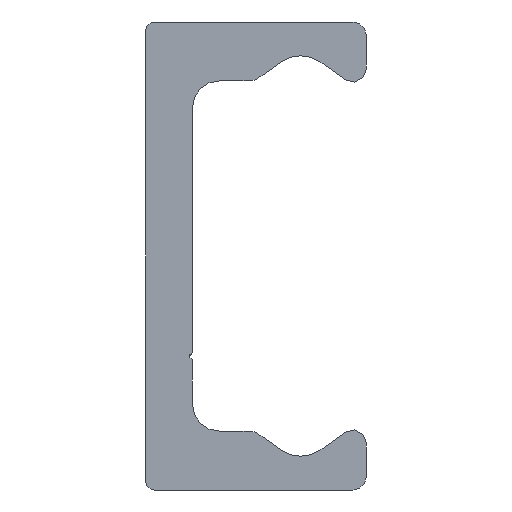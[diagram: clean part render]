
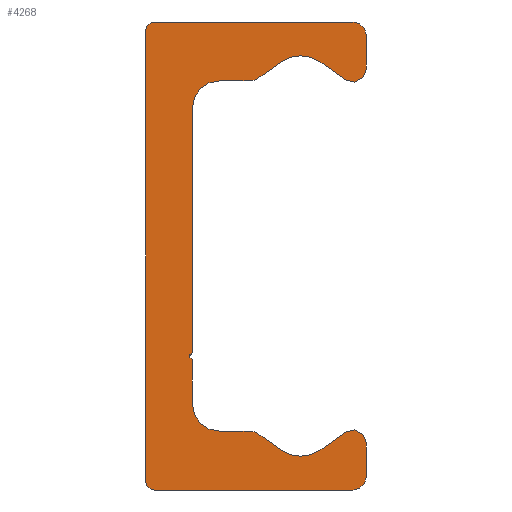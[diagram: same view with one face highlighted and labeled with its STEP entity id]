
A CAD part, left-side view. The second image highlights one B-rep face of the part: STEP entity #4268.
In plain terms, the highlighted planar face has unit normal (-1, 0, 0).
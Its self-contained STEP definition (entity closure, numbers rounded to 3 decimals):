
#3190=CARTESIAN_POINT('',(0.0,4.75,-7.25));
#3191=VERTEX_POINT('',#3190);
#3198=CARTESIAN_POINT('',(0.0,4.75,-7.75));
#3199=VERTEX_POINT('',#3198);
#3200=CARTESIAN_POINT('',(0.0,4.75,-7.5));
#3201=DIRECTION('',(-1.0,0.0,0.0));
#3202=DIRECTION('',(0.0,0.0,1.0));
#3203=AXIS2_PLACEMENT_3D('',#3200,#3201,#3202);
#3204=CIRCLE('',#3203,0.25);
#3205=EDGE_CURVE('',#3191,#3199,#3204,.T.);
#3315=CARTESIAN_POINT('',(0.0,4.75,11.1));
#3316=VERTEX_POINT('',#3315);
#3323=CARTESIAN_POINT('',(0.0,4.75,11.1));
#3324=DIRECTION('',(0.0,0.0,-1.0));
#3325=VECTOR('',#3324,18.35);
#3326=LINE('',#3323,#3325);
#3327=EDGE_CURVE('',#3316,#3191,#3326,.T.);
#3405=CARTESIAN_POINT('',(0.0,7.6,-17.5));
#3406=VERTEX_POINT('',#3405);
#3413=CARTESIAN_POINT('',(0.0,8.25,-16.85));
#3414=VERTEX_POINT('',#3413);
#3415=CARTESIAN_POINT('',(0.0,7.6,-16.85));
#3416=DIRECTION('',(1.0,0.0,0.0));
#3417=DIRECTION('',(0.0,0.0,-1.0));
#3418=AXIS2_PLACEMENT_3D('',#3415,#3416,#3417);
#3419=CIRCLE('',#3418,0.65);
#3420=EDGE_CURVE('',#3406,#3414,#3419,.T.);
#3444=CARTESIAN_POINT('',(0.0,-7.25,-17.5));
#3445=VERTEX_POINT('',#3444);
#3452=CARTESIAN_POINT('',(0.0,-7.25,-17.5));
#3453=DIRECTION('',(0.0,1.0,0.0));
#3454=VECTOR('',#3453,14.85);
#3455=LINE('',#3452,#3454);
#3456=EDGE_CURVE('',#3445,#3406,#3455,.T.);
#3476=CARTESIAN_POINT('',(0.0,-8.25,-16.5));
#3477=VERTEX_POINT('',#3476);
#3484=CARTESIAN_POINT('',(0.0,-7.25,-16.5));
#3485=DIRECTION('',(1.0,0.0,0.0));
#3486=DIRECTION('',(0.0,-1.0,0.0));
#3487=AXIS2_PLACEMENT_3D('',#3484,#3485,#3486);
#3488=CIRCLE('',#3487,1.0);
#3489=EDGE_CURVE('',#3477,#3445,#3488,.T.);
#3508=CARTESIAN_POINT('',(0.0,-8.25,-13.98));
#3509=VERTEX_POINT('',#3508);
#3516=CARTESIAN_POINT('',(0.0,-8.25,-13.98));
#3517=DIRECTION('',(0.0,0.0,-1.0));
#3518=VECTOR('',#3517,2.52);
#3519=LINE('',#3516,#3518);
#3520=EDGE_CURVE('',#3509,#3477,#3519,.T.);
#3540=CARTESIAN_POINT('',(0.0,-6.708,-13.177));
#3541=VERTEX_POINT('',#3540);
#3548=CARTESIAN_POINT('',(0.0,-7.27,-13.98));
#3549=DIRECTION('',(1.0,0.0,0.0));
#3550=DIRECTION('',(0.0,0.574,0.819));
#3551=AXIS2_PLACEMENT_3D('',#3548,#3549,#3550);
#3552=CIRCLE('',#3551,0.98);
#3553=EDGE_CURVE('',#3541,#3509,#3552,.T.);
#3572=CARTESIAN_POINT('',(0.0,-4.784,-14.524));
#3573=VERTEX_POINT('',#3572);
#3580=CARTESIAN_POINT('',(0.0,-4.784,-14.524));
#3581=DIRECTION('',(0.0,-0.819,0.574));
#3582=VECTOR('',#3581,2.349);
#3583=LINE('',#3580,#3582);
#3584=EDGE_CURVE('',#3573,#3541,#3583,.T.);
#3604=CARTESIAN_POINT('',(0.0,-1.916,-14.524));
#3605=VERTEX_POINT('',#3604);
#3612=CARTESIAN_POINT('',(0.0,-3.35,-12.477));
#3613=DIRECTION('',(-1.0,0.0,0.0));
#3614=DIRECTION('',(0.0,0.574,0.819));
#3615=AXIS2_PLACEMENT_3D('',#3612,#3613,#3614);
#3616=CIRCLE('',#3615,2.5);
#3617=EDGE_CURVE('',#3605,#3573,#3616,.T.);
#3636=CARTESIAN_POINT('',(0.0,-0.14,-13.281));
#3637=VERTEX_POINT('',#3636);
#3644=CARTESIAN_POINT('',(0.0,-0.14,-13.281));
#3645=DIRECTION('',(0.0,-0.819,-0.574));
#3646=VECTOR('',#3645,2.168);
#3647=LINE('',#3644,#3646);
#3648=EDGE_CURVE('',#3637,#3605,#3647,.T.);
#3668=CARTESIAN_POINT('',(0.0,0.433,-13.1));
#3669=VERTEX_POINT('',#3668);
#3676=CARTESIAN_POINT('',(0.0,0.433,-14.1));
#3677=DIRECTION('',(1.0,0.0,0.0));
#3678=DIRECTION('',(0.0,0.0,1.0));
#3679=AXIS2_PLACEMENT_3D('',#3676,#3677,#3678);
#3680=CIRCLE('',#3679,1.);
#3681=EDGE_CURVE('',#3669,#3637,#3680,.T.);
#3700=CARTESIAN_POINT('',(0.0,2.75,-13.1));
#3701=VERTEX_POINT('',#3700);
#3708=CARTESIAN_POINT('',(0.0,2.75,-13.1));
#3709=DIRECTION('',(0.0,-1.0,0.0));
#3710=VECTOR('',#3709,2.317);
#3711=LINE('',#3708,#3710);
#3712=EDGE_CURVE('',#3701,#3669,#3711,.T.);
#3732=CARTESIAN_POINT('',(0.0,4.75,-11.1));
#3733=VERTEX_POINT('',#3732);
#3740=CARTESIAN_POINT('',(0.0,2.75,-11.1));
#3741=DIRECTION('',(-1.0,0.0,0.0));
#3742=DIRECTION('',(0.0,0.0,1.0));
#3743=AXIS2_PLACEMENT_3D('',#3740,#3741,#3742);
#3744=CIRCLE('',#3743,2.0);
#3745=EDGE_CURVE('',#3733,#3701,#3744,.T.);
#3763=CARTESIAN_POINT('',(0.0,4.75,-7.75));
#3764=DIRECTION('',(0.0,0.0,-1.0));
#3765=VECTOR('',#3764,3.35);
#3766=LINE('',#3763,#3765);
#3767=EDGE_CURVE('',#3199,#3733,#3766,.T.);
#3787=CARTESIAN_POINT('',(0.0,2.75,13.1));
#3788=VERTEX_POINT('',#3787);
#3795=CARTESIAN_POINT('',(0.0,2.75,11.1));
#3796=DIRECTION('',(-1.0,0.0,0.0));
#3797=DIRECTION('',(0.0,-1.0,0.0));
#3798=AXIS2_PLACEMENT_3D('',#3795,#3796,#3797);
#3799=CIRCLE('',#3798,2.0);
#3800=EDGE_CURVE('',#3788,#3316,#3799,.T.);
#3819=CARTESIAN_POINT('',(0.0,0.433,13.1));
#3820=VERTEX_POINT('',#3819);
#3827=CARTESIAN_POINT('',(0.0,0.433,13.1));
#3828=DIRECTION('',(0.0,1.0,0.0));
#3829=VECTOR('',#3828,2.317);
#3830=LINE('',#3827,#3829);
#3831=EDGE_CURVE('',#3820,#3788,#3830,.T.);
#3851=CARTESIAN_POINT('',(0.0,-0.14,13.281));
#3852=VERTEX_POINT('',#3851);
#3859=CARTESIAN_POINT('',(0.0,0.433,14.1));
#3860=DIRECTION('',(1.0,0.0,0.0));
#3861=DIRECTION('',(0.0,-0.574,-0.819));
#3862=AXIS2_PLACEMENT_3D('',#3859,#3860,#3861);
#3863=CIRCLE('',#3862,1.);
#3864=EDGE_CURVE('',#3852,#3820,#3863,.T.);
#3883=CARTESIAN_POINT('',(0.0,-1.916,14.524));
#3884=VERTEX_POINT('',#3883);
#3891=CARTESIAN_POINT('',(0.0,-1.916,14.524));
#3892=DIRECTION('',(0.0,0.819,-0.574));
#3893=VECTOR('',#3892,2.168);
#3894=LINE('',#3891,#3893);
#3895=EDGE_CURVE('',#3884,#3852,#3894,.T.);
#3915=CARTESIAN_POINT('',(0.0,-4.784,14.524));
#3916=VERTEX_POINT('',#3915);
#3923=CARTESIAN_POINT('',(0.0,-3.35,12.477));
#3924=DIRECTION('',(-1.0,0.0,0.0));
#3925=DIRECTION('',(0.0,-0.574,-0.819));
#3926=AXIS2_PLACEMENT_3D('',#3923,#3924,#3925);
#3927=CIRCLE('',#3926,2.5);
#3928=EDGE_CURVE('',#3916,#3884,#3927,.T.);
#3947=CARTESIAN_POINT('',(0.0,-6.708,13.177));
#3948=VERTEX_POINT('',#3947);
#3955=CARTESIAN_POINT('',(0.0,-6.708,13.177));
#3956=DIRECTION('',(0.0,0.819,0.574));
#3957=VECTOR('',#3956,2.349);
#3958=LINE('',#3955,#3957);
#3959=EDGE_CURVE('',#3948,#3916,#3958,.T.);
#3979=CARTESIAN_POINT('',(0.0,-8.25,13.98));
#3980=VERTEX_POINT('',#3979);
#3987=CARTESIAN_POINT('',(0.0,-7.27,13.98));
#3988=DIRECTION('',(1.0,0.0,0.0));
#3989=DIRECTION('',(0.0,-1.0,0.0));
#3990=AXIS2_PLACEMENT_3D('',#3987,#3988,#3989);
#3991=CIRCLE('',#3990,0.98);
#3992=EDGE_CURVE('',#3980,#3948,#3991,.T.);
#4011=CARTESIAN_POINT('',(0.0,-8.25,16.5));
#4012=VERTEX_POINT('',#4011);
#4019=CARTESIAN_POINT('',(0.0,-8.25,16.5));
#4020=DIRECTION('',(0.0,0.0,-1.0));
#4021=VECTOR('',#4020,2.52);
#4022=LINE('',#4019,#4021);
#4023=EDGE_CURVE('',#4012,#3980,#4022,.T.);
#4043=CARTESIAN_POINT('',(0.0,-7.25,17.5));
#4044=VERTEX_POINT('',#4043);
#4051=CARTESIAN_POINT('',(0.0,-7.25,16.5));
#4052=DIRECTION('',(1.0,0.0,0.0));
#4053=DIRECTION('',(0.0,0.0,1.0));
#4054=AXIS2_PLACEMENT_3D('',#4051,#4052,#4053);
#4055=CIRCLE('',#4054,1.0);
#4056=EDGE_CURVE('',#4044,#4012,#4055,.T.);
#4075=CARTESIAN_POINT('',(0.0,7.6,17.5));
#4076=VERTEX_POINT('',#4075);
#4083=CARTESIAN_POINT('',(0.0,7.6,17.5));
#4084=DIRECTION('',(0.0,-1.0,0.0));
#4085=VECTOR('',#4084,14.85);
#4086=LINE('',#4083,#4085);
#4087=EDGE_CURVE('',#4076,#4044,#4086,.T.);
#4107=CARTESIAN_POINT('',(0.0,8.25,16.85));
#4108=VERTEX_POINT('',#4107);
#4115=CARTESIAN_POINT('',(0.0,7.6,16.85));
#4116=DIRECTION('',(1.0,0.0,0.0));
#4117=DIRECTION('',(0.0,1.0,0.0));
#4118=AXIS2_PLACEMENT_3D('',#4115,#4116,#4117);
#4119=CIRCLE('',#4118,0.65);
#4120=EDGE_CURVE('',#4108,#4076,#4119,.T.);
#4138=CARTESIAN_POINT('',(0.0,8.25,-16.85));
#4139=DIRECTION('',(0.0,0.0,1.0));
#4140=VECTOR('',#4139,33.7);
#4141=LINE('',#4138,#4140);
#4142=EDGE_CURVE('',#3414,#4108,#4141,.T.);
#4235=CARTESIAN_POINT('',(0.0,2.258,-0.017));
#4236=DIRECTION('',(1.0,0.0,0.0));
#4237=DIRECTION('',(0.0,0.0,-1.0));
#4238=AXIS2_PLACEMENT_3D('',#4235,#4236,#4237);
#4239=PLANE('',#4238);
#4240=ORIENTED_EDGE('',*,*,#4142,.F.);
#4241=ORIENTED_EDGE('',*,*,#3420,.F.);
#4242=ORIENTED_EDGE('',*,*,#3456,.F.);
#4243=ORIENTED_EDGE('',*,*,#3489,.F.);
#4244=ORIENTED_EDGE('',*,*,#3520,.F.);
#4245=ORIENTED_EDGE('',*,*,#3553,.F.);
#4246=ORIENTED_EDGE('',*,*,#3584,.F.);
#4247=ORIENTED_EDGE('',*,*,#3617,.F.);
#4248=ORIENTED_EDGE('',*,*,#3648,.F.);
#4249=ORIENTED_EDGE('',*,*,#3681,.F.);
#4250=ORIENTED_EDGE('',*,*,#3712,.F.);
#4251=ORIENTED_EDGE('',*,*,#3745,.F.);
#4252=ORIENTED_EDGE('',*,*,#3767,.F.);
#4253=ORIENTED_EDGE('',*,*,#3205,.F.);
#4254=ORIENTED_EDGE('',*,*,#3327,.F.);
#4255=ORIENTED_EDGE('',*,*,#3800,.F.);
#4256=ORIENTED_EDGE('',*,*,#3831,.F.);
#4257=ORIENTED_EDGE('',*,*,#3864,.F.);
#4258=ORIENTED_EDGE('',*,*,#3895,.F.);
#4259=ORIENTED_EDGE('',*,*,#3928,.F.);
#4260=ORIENTED_EDGE('',*,*,#3959,.F.);
#4261=ORIENTED_EDGE('',*,*,#3992,.F.);
#4262=ORIENTED_EDGE('',*,*,#4023,.F.);
#4263=ORIENTED_EDGE('',*,*,#4056,.F.);
#4264=ORIENTED_EDGE('',*,*,#4087,.F.);
#4265=ORIENTED_EDGE('',*,*,#4120,.F.);
#4266=EDGE_LOOP('',(#4240,#4241,#4242,#4243,#4244,#4245,#4246,#4247,#4248,#4249,#4250,#4251,#4252,#4253,#4254,#4255,#4256,#4257,#4258,#4259,#4260,#4261,#4262,#4263,#4264,#4265));
#4267=FACE_OUTER_BOUND('',#4266,.T.);
#4268=ADVANCED_FACE('',(#4267),#4239,.F.);
